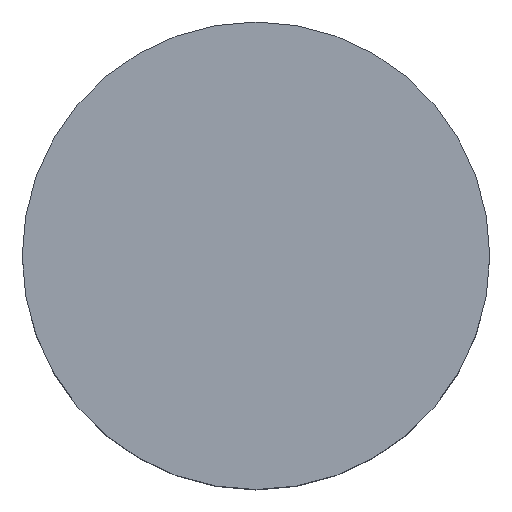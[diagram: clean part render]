
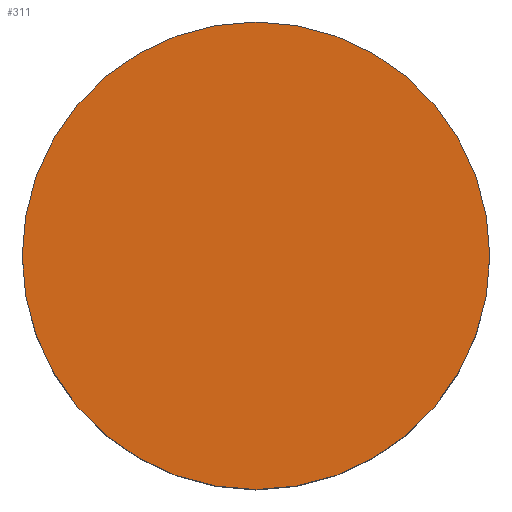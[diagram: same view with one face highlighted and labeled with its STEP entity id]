
A CAD part, top view. The second image highlights one B-rep face of the part: STEP entity #311.
In plain terms, the highlighted planar face has unit normal (0, 0, 1).
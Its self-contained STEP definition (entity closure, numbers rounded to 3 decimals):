
#13 = PLANE ( 'NONE',  #20 ) ;
#20 = AXIS2_PLACEMENT_3D ( 'NONE', #157, #45, #238 ) ;
#37 = DIRECTION ( 'NONE',  ( 1., 0., 0. ) ) ;
#45 = DIRECTION ( 'NONE',  ( 0., 0., 1. ) ) ;
#47 = FACE_OUTER_BOUND ( 'NONE', #306, .T. ) ;
#49 = CARTESIAN_POINT ( 'NONE',  ( 3., 0., 0. ) ) ;
#65 = DIRECTION ( 'NONE',  ( 1., 0., 0. ) ) ;
#94 = EDGE_CURVE ( 'NONE', #282, #274, #97, .T. ) ;
#97 = CIRCLE ( 'NONE', #291, 3. ) ;
#99 = AXIS2_PLACEMENT_3D ( 'NONE', #259, #100, #65 ) ;
#100 = DIRECTION ( 'NONE',  ( 0., 0., 1. ) ) ;
#128 = CARTESIAN_POINT ( 'NONE',  ( -3., 0., 0. ) ) ;
#149 = CARTESIAN_POINT ( 'NONE',  ( 0., 0., 0. ) ) ;
#157 = CARTESIAN_POINT ( 'NONE',  ( 0., 0., 0. ) ) ;
#166 = EDGE_CURVE ( 'NONE', #274, #282, #225, .T. ) ;
#200 = DIRECTION ( 'NONE',  ( 0., 0., 1. ) ) ;
#225 = CIRCLE ( 'NONE', #99, 3. ) ;
#238 = DIRECTION ( 'NONE',  ( 1., 0., 0. ) ) ;
#250 = ORIENTED_EDGE ( 'NONE', *, *, #94, .T. ) ;
#259 = CARTESIAN_POINT ( 'NONE',  ( 0., 0., 0. ) ) ;
#274 = VERTEX_POINT ( 'NONE', #49 ) ;
#282 = VERTEX_POINT ( 'NONE', #128 ) ;
#291 = AXIS2_PLACEMENT_3D ( 'NONE', #149, #200, #37 ) ;
#306 = EDGE_LOOP ( 'NONE', ( #307, #250 ) ) ;
#307 = ORIENTED_EDGE ( 'NONE', *, *, #166, .T. ) ;
#311 = ADVANCED_FACE ( 'NONE', ( #47 ), #13, .T. ) ;
